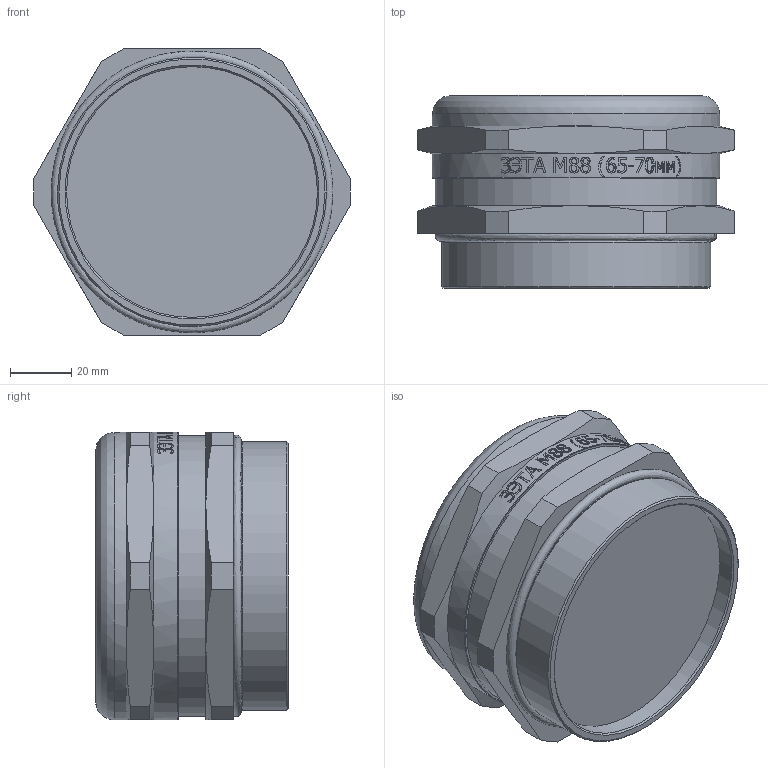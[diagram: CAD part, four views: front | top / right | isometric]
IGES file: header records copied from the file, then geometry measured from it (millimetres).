
Global section: file name: 20 КВ-М88 (65-70мм); native system: Autodesk Inventor 2015; preprocessor: unknown; author: zeta-23; date: 20161026.223741; units: millimetre
Bounding box: 103.54 x 63 x 94 mm (x, y, z)
Volume: 393145.4 mm3; surface area: 36271.7 mm2
Topology: 1 solids, 1 shells, 312 faces, 842 edges, 560 vertices
Faces by surface type: bspline 312
